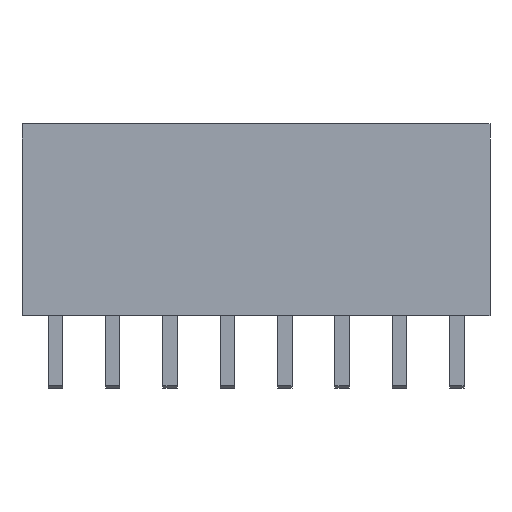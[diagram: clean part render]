
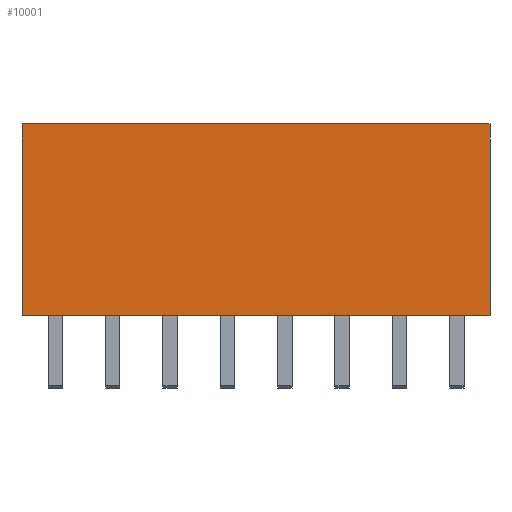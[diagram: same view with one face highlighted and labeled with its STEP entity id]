
A CAD part, front view. The second image highlights one B-rep face of the part: STEP entity #10001.
In plain terms, the highlighted planar face has unit normal (0, -1, 0).
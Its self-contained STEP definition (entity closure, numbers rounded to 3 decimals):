
#536=FACE_OUTER_BOUND('',#1136,.T.);
#1136=EDGE_LOOP('',(#7062,#7063,#7064,#7065));
#1585=LINE('',#13230,#2763);
#1899=LINE('',#14388,#3077);
#2041=LINE('',#14677,#3219);
#2044=LINE('',#14683,#3222);
#2763=VECTOR('',#10999,1.);
#3077=VECTOR('',#11487,1.);
#3219=VECTOR('',#11741,1.);
#3222=VECTOR('',#11748,1.);
#3941=VERTEX_POINT('',#13227);
#3942=VERTEX_POINT('',#13229);
#4294=VERTEX_POINT('',#14384);
#4386=VERTEX_POINT('',#14676);
#4857=EDGE_CURVE('',#3942,#3941,#1585,.T.);
#5261=EDGE_CURVE('',#3942,#4294,#1899,.T.);
#5403=EDGE_CURVE('',#4294,#4386,#2041,.T.);
#5406=EDGE_CURVE('',#3941,#4386,#2044,.T.);
#7062=ORIENTED_EDGE('',*,*,#5406,.T.);
#7063=ORIENTED_EDGE('',*,*,#5403,.F.);
#7064=ORIENTED_EDGE('',*,*,#5261,.F.);
#7065=ORIENTED_EDGE('',*,*,#4857,.T.);
#9184=PLANE('',#10609);
#10001=ADVANCED_FACE('',(#536),#9184,.F.);
#10609=AXIS2_PLACEMENT_3D('',#14682,#11746,#11747);
#10999=DIRECTION('',(0.,0.,-1.));
#11487=DIRECTION('',(1.,0.,0.));
#11741=DIRECTION('',(0.,0.,-1.));
#11746=DIRECTION('center_axis',(0.,1.,0.));
#11747=DIRECTION('ref_axis',(0.,0.,1.));
#11748=DIRECTION('',(1.,0.,0.));
#13227=CARTESIAN_POINT('',(-10.36,-2.5,-0.1));
#13229=CARTESIAN_POINT('',(-10.36,-2.5,8.4));
#13230=CARTESIAN_POINT('',(-10.36,-2.5,8.4));
#14384=CARTESIAN_POINT('',(10.36,-2.5,8.4));
#14388=CARTESIAN_POINT('',(-10.36,-2.5,8.4));
#14676=CARTESIAN_POINT('',(10.36,-2.5,-0.1));
#14677=CARTESIAN_POINT('',(10.36,-2.5,8.4));
#14682=CARTESIAN_POINT('Origin',(-10.36,-2.5,8.4));
#14683=CARTESIAN_POINT('',(-10.36,-2.5,-0.1));
